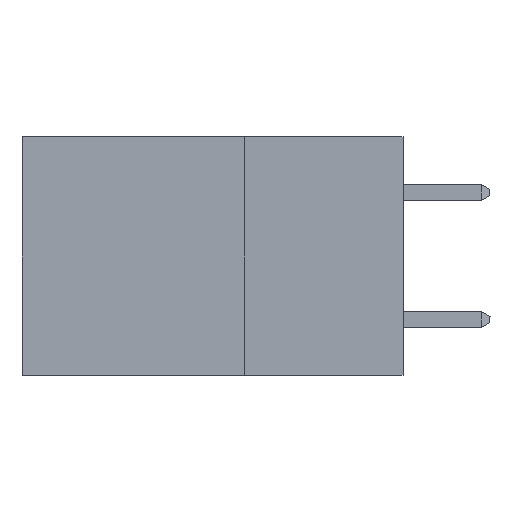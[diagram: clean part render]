
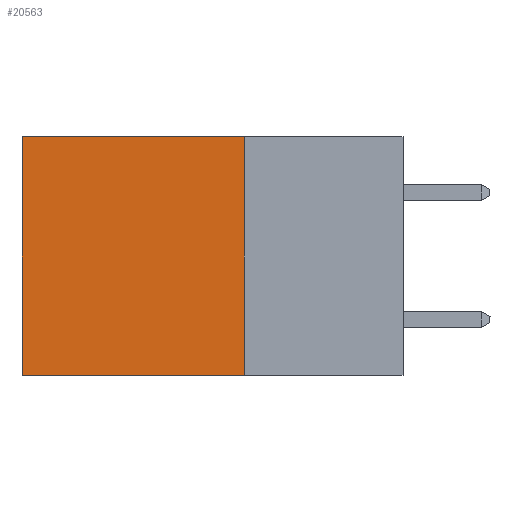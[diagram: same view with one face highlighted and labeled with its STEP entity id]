
A CAD part, left-side view. The second image highlights one B-rep face of the part: STEP entity #20563.
In plain terms, the highlighted planar face has unit normal (-1, 0, 0).
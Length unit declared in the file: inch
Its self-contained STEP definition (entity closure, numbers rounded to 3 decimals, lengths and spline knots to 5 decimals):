
#637 = VERTEX_POINT ( 'NONE', #8547 ) ;
#1304 = DIRECTION ( 'NONE',  ( 0., 1., 0. ) ) ;
#1960 = ORIENTED_EDGE ( 'NONE', *, *, #2869, .T. ) ;
#2032 = DIRECTION ( 'NONE',  ( 0., 1., 0. ) ) ;
#2474 = CARTESIAN_POINT ( 'NONE',  ( 0.2875, 0.25, 0. ) ) ;
#2869 = EDGE_CURVE ( 'NONE', #21304, #18821, #10235, .T. ) ;
#4410 = CARTESIAN_POINT ( 'NONE',  ( 0.2875, 0.6, -0.375 ) ) ;
#4982 = ORIENTED_EDGE ( 'NONE', *, *, #17272, .T. ) ;
#5654 = CARTESIAN_POINT ( 'NONE',  ( 0.2875, 0.25, -0.375 ) ) ;
#6444 = CARTESIAN_POINT ( 'NONE',  ( 0.2875, 0.25, 0. ) ) ;
#8173 = VECTOR ( 'NONE', #2032, 39.37008 ) ;
#8313 = ORIENTED_EDGE ( 'NONE', *, *, #19992, .F. ) ;
#8547 = CARTESIAN_POINT ( 'NONE',  ( 0.2875, 0.25, -0.375 ) ) ;
#8891 = CARTESIAN_POINT ( 'NONE',  ( 0.2875, 0.25, -0.375 ) ) ;
#9030 = FACE_OUTER_BOUND ( 'NONE', #9838, .T. ) ;
#9166 = DIRECTION ( 'NONE',  ( 0., 0., -1. ) ) ;
#9838 = EDGE_LOOP ( 'NONE', ( #1960, #8313, #17551, #4982 ) ) ;
#10202 = VERTEX_POINT ( 'NONE', #6444 ) ;
#10235 = LINE ( 'NONE', #4410, #18831 ) ;
#10330 = CARTESIAN_POINT ( 'NONE',  ( 0.2875, 0.6, 0. ) ) ;
#10579 = DIRECTION ( 'NONE',  ( 0., 0., -1. ) ) ;
#10959 = LINE ( 'NONE', #8891, #8173 ) ;
#11584 = DIRECTION ( 'NONE',  ( 0., 0., -1. ) ) ;
#12402 = VECTOR ( 'NONE', #9166, 39.37008 ) ;
#14011 = PLANE ( 'NONE',  #18634 ) ;
#14281 = EDGE_CURVE ( 'NONE', #10202, #637, #18814, .T. ) ;
#15833 = DIRECTION ( 'NONE',  ( 1., 0., 0. ) ) ;
#17272 = EDGE_CURVE ( 'NONE', #10202, #21304, #18593, .T. ) ;
#17551 = ORIENTED_EDGE ( 'NONE', *, *, #14281, .F. ) ;
#18593 = LINE ( 'NONE', #2474, #19429 ) ;
#18634 = AXIS2_PLACEMENT_3D ( 'NONE', #19352, #15833, #10579 ) ;
#18814 = LINE ( 'NONE', #5654, #12402 ) ;
#18821 = VERTEX_POINT ( 'NONE', #22427 ) ;
#18831 = VECTOR ( 'NONE', #11584, 39.37008 ) ;
#19352 = CARTESIAN_POINT ( 'NONE',  ( 0.2875, 0.25, -0.375 ) ) ;
#19429 = VECTOR ( 'NONE', #1304, 39.37008 ) ;
#19992 = EDGE_CURVE ( 'NONE', #637, #18821, #10959, .T. ) ;
#20563 = ADVANCED_FACE ( 'NONE', ( #9030 ), #14011, .F. ) ;
#21304 = VERTEX_POINT ( 'NONE', #10330 ) ;
#22427 = CARTESIAN_POINT ( 'NONE',  ( 0.2875, 0.6, -0.375 ) ) ;
